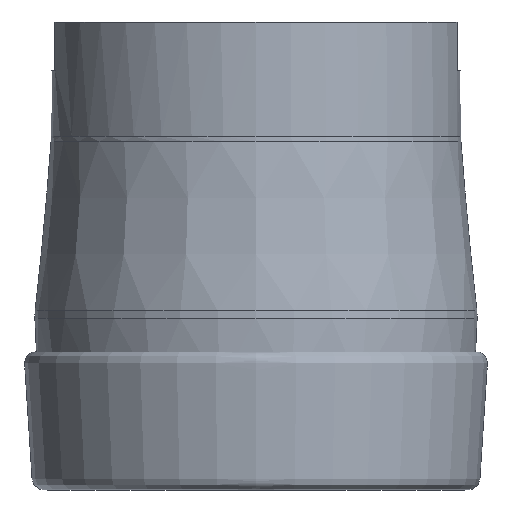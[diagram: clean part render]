
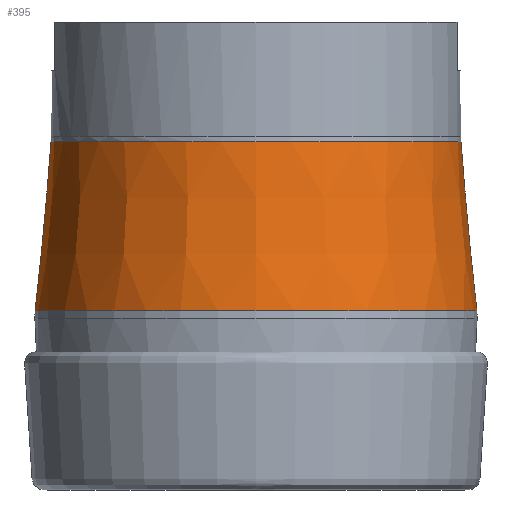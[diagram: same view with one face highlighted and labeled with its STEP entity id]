
A CAD part, left-side view. The second image highlights one B-rep face of the part: STEP entity #395.
In plain terms, the highlighted conical face has half-angle 5.388 degrees and reference radius 17.5 mm.
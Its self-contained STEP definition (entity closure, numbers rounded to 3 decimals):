
#157=CONICAL_SURFACE('',#607,17.5,5.388);
#171=EDGE_LOOP('',(#222));
#172=EDGE_LOOP('',(#223));
#222=ORIENTED_EDGE('',*,*,#320,.T.);
#223=ORIENTED_EDGE('',*,*,#321,.T.);
#320=EDGE_CURVE('',#470,#470,#362,.T.);
#321=EDGE_CURVE('',#471,#471,#363,.T.);
#362=CIRCLE('',#605,18.884);
#363=CIRCLE('',#606,17.522);
#395=ADVANCED_FACE('',(#431,#432),#157,.T.);
#431=FACE_BOUND('',#171,.T.);
#432=FACE_BOUND('',#172,.T.);
#470=VERTEX_POINT('',#907);
#471=VERTEX_POINT('',#909);
#605=AXIS2_PLACEMENT_3D('',#906,#704,#705);
#606=AXIS2_PLACEMENT_3D('',#908,#706,#707);
#607=AXIS2_PLACEMENT_3D('',#910,#708,#709);
#704=DIRECTION('',(0.,0.,1.));
#705=DIRECTION('',(-1.,0.,0.));
#706=DIRECTION('',(0.,0.,-1.));
#707=DIRECTION('',(1.,0.,0.));
#708=DIRECTION('',(0.,0.,-1.));
#709=DIRECTION('',(-1.,0.,0.));
#906=CARTESIAN_POINT('',(0.,0.,-24.678));
#907=CARTESIAN_POINT('',(-18.884,0.,-24.678));
#908=CARTESIAN_POINT('',(0.,0.,-10.234));
#909=CARTESIAN_POINT('',(17.522,0.,-10.234));
#910=CARTESIAN_POINT('',(0.,0.,-10.));
